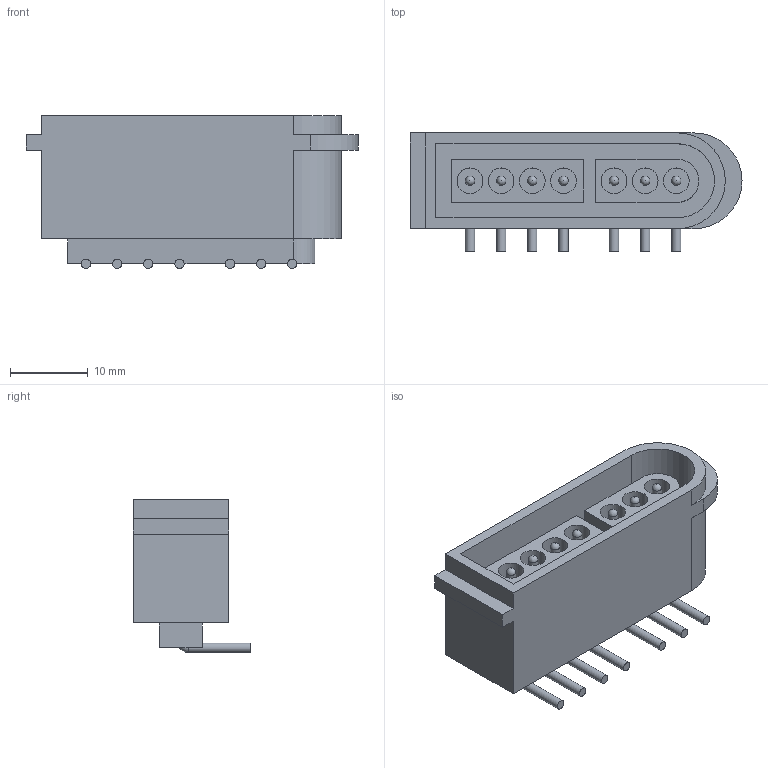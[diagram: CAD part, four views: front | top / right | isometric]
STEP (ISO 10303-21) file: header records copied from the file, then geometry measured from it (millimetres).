
FILE_DESCRIPTION(/* description */ (''),/* implementation_level */ '2;1');
FILE_NAME(/* name */ 'SNES_Connector_Right_Angle.step',/* time_stamp */ '2024-01-13T17:52:35-05:00',/* author */ (''),/* organization */ (''),/* preprocessor_version */ 'ST-DEVELOPER v20',/* originating_system */ 'Autodesk Translation Framework v12.14.0.127',/* authorisation */ '');
FILE_SCHEMA (('AUTOMOTIVE_DESIGN { 1 0 10303 214 3 1 1 }'));
Length unit declared in the file: millimetre
Products named in the file (4): SNES Connector Right Angle; SNES_Connector_Straight_Master_Assy; SNES_Shell_Staright_RevA; Pin_1
Assembly tree (3 placements, depth 3):
  SNES Connector Right Angle
    SNES_Connector_Straight_Master_Assy
      SNES_Shell_Staright_RevA
    Pin_1
Bounding box: 42.64 x 15.15 x 19.65 mm (x, y, z)
Volume: 5295.8 mm3; surface area: 5926.9 mm2
Topology: 8 solids, 8 shells, 90 faces, 203 edges, 133 vertices
Faces by surface type: plane 42, cylinder 34, sphere 7, torus 7
Full cylindrical faces by diameter (mm): 1.2 x21, 3.3 x7
Entity records: 2646 total; most frequent: DIRECTION 486, CARTESIAN_POINT 426, ORIENTED_EDGE 392, EDGE_CURVE 196, AXIS2_PLACEMENT_3D 193, VERTEX_POINT 133, EDGE_LOOP 115, LINE 100
